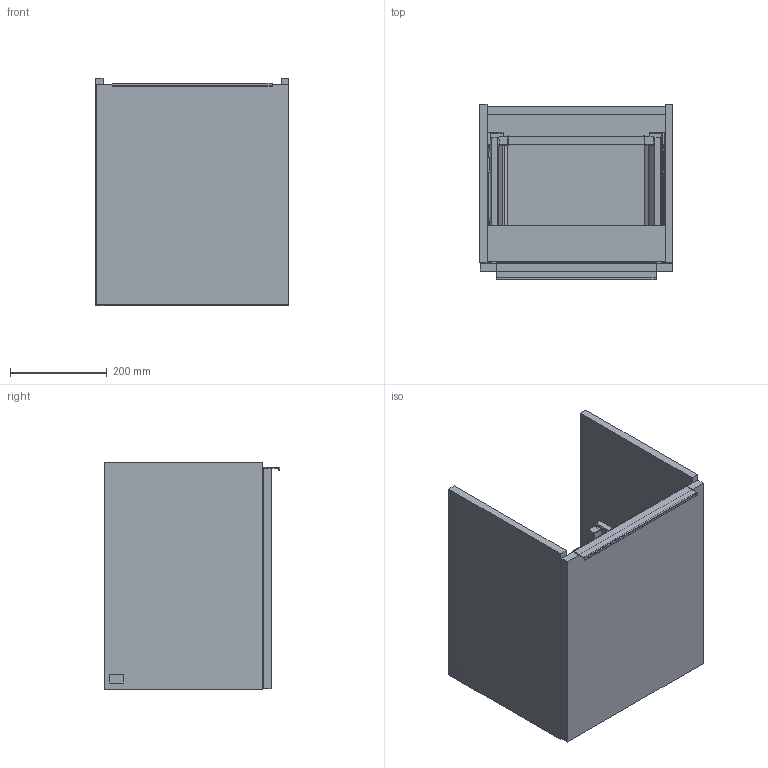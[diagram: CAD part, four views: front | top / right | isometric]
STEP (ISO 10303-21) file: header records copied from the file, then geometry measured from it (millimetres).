
FILE_DESCRIPTION(/* description */ (''),/* implementation_level */ '2;1');
FILE_NAME(/* name */ 'B88100_RFS.stp',/* time_stamp */ '2023-10-25T12:44:33+02:00',/* author */ ('schmidtkonj'),/* organization */ (''),/* preprocessor_version */ 'ST-DEVELOPER v18.1',/* originating_system */ 'Autodesk Inventor 2021',/* authorisation */ '');
FILE_SCHEMA (('AUTOMOTIVE_DESIGN { 1 0 10303 214 3 1 1 }'));
Length unit declared in the file: millimetre
Products named in the file (1): B88100_RFS
Bounding box: 400.5 x 363 x 470 mm (x, y, z)
Volume: 13345413.8 mm3; surface area: 2204557.8 mm2
Topology: 36 solids, 36 shells, 1427 faces, 3979 edges, 2676 vertices
Faces by surface type: plane 1050, cylinder 371, cone 6
Full cylindrical faces by diameter (mm): 0.75 x4, 2.5 x8, 3 x4, 3.5 x2, 4 x2, 5 x2, 5.1 x2, 6 x4, 6.5 x18, 7.2 x2, 8.5 x2, 10 x2, 12 x2, 12.2 x2, 13.5 x2, 20 x2
Entity records: 46694 total; most frequent: CARTESIAN_POINT 8555, ORIENTED_EDGE 7958, DIRECTION 7715, EDGE_CURVE 3979, LINE 3067, VECTOR 3067, VERTEX_POINT 2676, AXIS2_PLACEMENT_3D 2324
